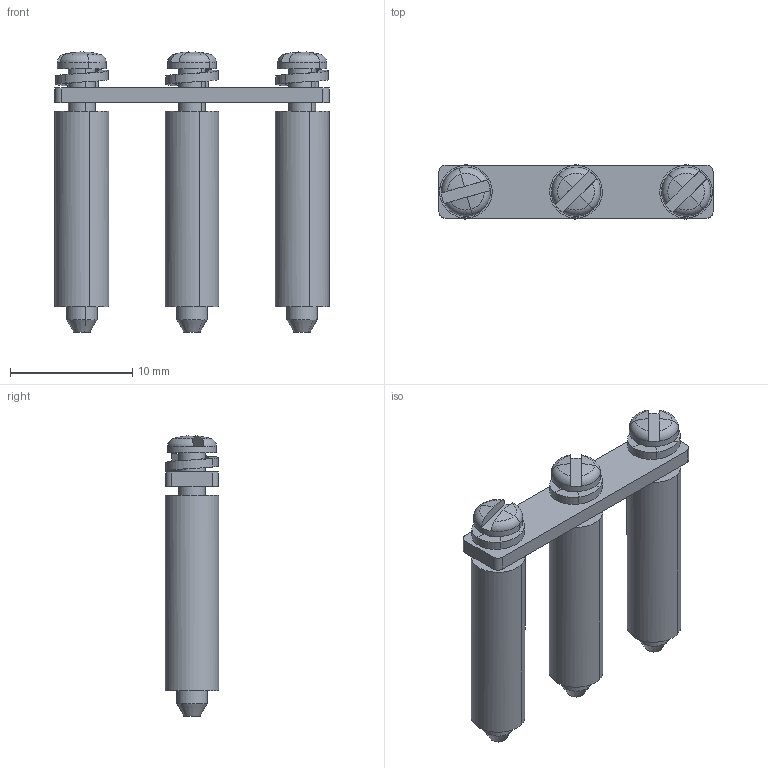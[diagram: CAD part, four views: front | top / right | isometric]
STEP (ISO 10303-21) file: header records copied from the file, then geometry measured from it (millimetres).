
FILE_DESCRIPTION(('CATIA V5 STEP Exchange','CAx-IF Rec.Pracs.--- Model Styling and Organization---1.4--- 2014-01-23'),'2;1');
FILE_NAME ('D1463459_0_2615040000_2615040000.stp','2020-07-27T06:10:01+00:00',('none'),('Weidmueller'),'CATIA Version 5-6 Release 2016 SP3 HF44','CATIA V5 STEP AP214','none');
FILE_SCHEMA(('AUTOMOTIVE_DESIGN { 1 0 10303 214 1 1 1 1 }'));
Length unit declared in the file: millimetre
Products named in the file (1): 2615040000
Bounding box: 22.4 x 4.4 x 22.88 mm (x, y, z)
Volume: 891.8 mm3; surface area: 1968.5 mm2
Topology: 7 solids, 7 shells, 175 faces, 424 edges, 278 vertices
Faces by surface type: cylinder 58, plane 39, bspline 36, cone 18, torus 12, sphere 12
Entity records: 5943 total; most frequent: CARTESIAN_POINT 2337, ORIENTED_EDGE 848, DIRECTION 527, EDGE_CURVE 424, VERTEX_POINT 278, AXIS2_PLACEMENT_3D 270, EDGE_LOOP 196, ADVANCED_FACE 175
